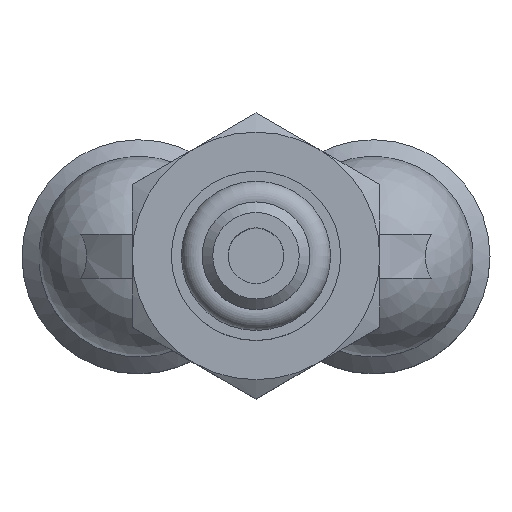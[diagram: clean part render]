
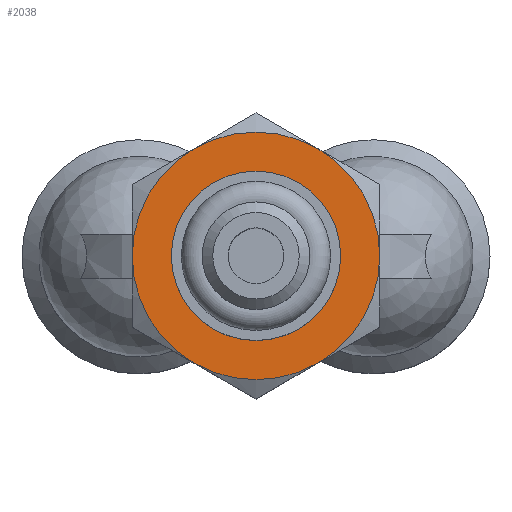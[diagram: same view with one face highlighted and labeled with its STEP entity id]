
A CAD part, top view. The second image highlights one B-rep face of the part: STEP entity #2038.
In plain terms, the highlighted planar face has unit normal (0, 0, 1).
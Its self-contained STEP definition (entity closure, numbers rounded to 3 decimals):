
#52=PLANE('',#2208);
#209=CIRCLE('',#2197,3.8);
#210=CIRCLE('',#2199,5.555);
#211=CIRCLE('',#2201,5.555);
#212=CIRCLE('',#2203,5.555);
#213=CIRCLE('',#2205,5.555);
#214=CIRCLE('',#2207,5.555);
#215=CIRCLE('',#2209,5.555);
#536=ORIENTED_EDGE('',*,*,#767,.F.);
#537=ORIENTED_EDGE('',*,*,#768,.T.);
#538=ORIENTED_EDGE('',*,*,#772,.T.);
#539=ORIENTED_EDGE('',*,*,#771,.T.);
#540=ORIENTED_EDGE('',*,*,#770,.T.);
#541=ORIENTED_EDGE('',*,*,#773,.T.);
#542=ORIENTED_EDGE('',*,*,#769,.T.);
#767=EDGE_CURVE('',#915,#915,#209,.T.);
#768=EDGE_CURVE('',#902,#896,#210,.T.);
#769=EDGE_CURVE('',#906,#902,#211,.T.);
#770=EDGE_CURVE('',#884,#878,#212,.T.);
#771=EDGE_CURVE('',#890,#884,#213,.T.);
#772=EDGE_CURVE('',#896,#890,#214,.T.);
#773=EDGE_CURVE('',#878,#906,#215,.T.);
#878=VERTEX_POINT('',#3030);
#884=VERTEX_POINT('',#3063);
#890=VERTEX_POINT('',#3096);
#896=VERTEX_POINT('',#3129);
#902=VERTEX_POINT('',#3162);
#906=VERTEX_POINT('',#3192);
#915=VERTEX_POINT('',#3222);
#1097=EDGE_LOOP('',(#536));
#1098=EDGE_LOOP('',(#537,#538,#539,#540,#541,#542));
#1235=FACE_BOUND('',#1097,.T.);
#1236=FACE_BOUND('',#1098,.T.);
#2038=ADVANCED_FACE('',(#1235,#1236),#52,.F.);
#2197=AXIS2_PLACEMENT_3D('',#3221,#2538,#2539);
#2199=AXIS2_PLACEMENT_3D('',#3224,#2542,#2543);
#2201=AXIS2_PLACEMENT_3D('',#3226,#2546,#2547);
#2203=AXIS2_PLACEMENT_3D('',#3228,#2550,#2551);
#2205=AXIS2_PLACEMENT_3D('',#3230,#2554,#2555);
#2207=AXIS2_PLACEMENT_3D('',#3232,#2558,#2559);
#2208=AXIS2_PLACEMENT_3D('',#3233,#2560,#2561);
#2209=AXIS2_PLACEMENT_3D('',#3234,#2562,#2563);
#2538=DIRECTION('',(0.,0.,1.));
#2539=DIRECTION('',(1.,0.,0.));
#2542=DIRECTION('',(0.,0.,1.));
#2543=DIRECTION('',(1.,0.,0.));
#2546=DIRECTION('',(0.,0.,1.));
#2547=DIRECTION('',(1.,0.,0.));
#2550=DIRECTION('',(0.,0.,1.));
#2551=DIRECTION('',(1.,0.,0.));
#2554=DIRECTION('',(0.,0.,1.));
#2555=DIRECTION('',(1.,0.,0.));
#2558=DIRECTION('',(0.,0.,1.));
#2559=DIRECTION('',(1.,0.,0.));
#2560=DIRECTION('',(0.,0.,-1.));
#2561=DIRECTION('',(-1.,0.,0.));
#2562=DIRECTION('',(0.,0.,1.));
#2563=DIRECTION('',(1.,0.,0.));
#3030=CARTESIAN_POINT('',(-5.555,0.,35.4));
#3063=CARTESIAN_POINT('',(-2.778,4.811,35.4));
#3096=CARTESIAN_POINT('',(2.778,4.811,35.4));
#3129=CARTESIAN_POINT('',(5.555,0.,35.4));
#3162=CARTESIAN_POINT('',(2.778,-4.811,35.4));
#3192=CARTESIAN_POINT('',(-2.778,-4.811,35.4));
#3221=CARTESIAN_POINT('',(0.,0.,35.4));
#3222=CARTESIAN_POINT('',(3.8,0.,35.4));
#3224=CARTESIAN_POINT('',(0.,0.,35.4));
#3226=CARTESIAN_POINT('',(0.,0.,35.4));
#3228=CARTESIAN_POINT('',(0.,0.,35.4));
#3230=CARTESIAN_POINT('',(0.,0.,35.4));
#3232=CARTESIAN_POINT('',(0.,0.,35.4));
#3233=CARTESIAN_POINT('',(5.555,0.,35.4));
#3234=CARTESIAN_POINT('',(0.,0.,35.4));
